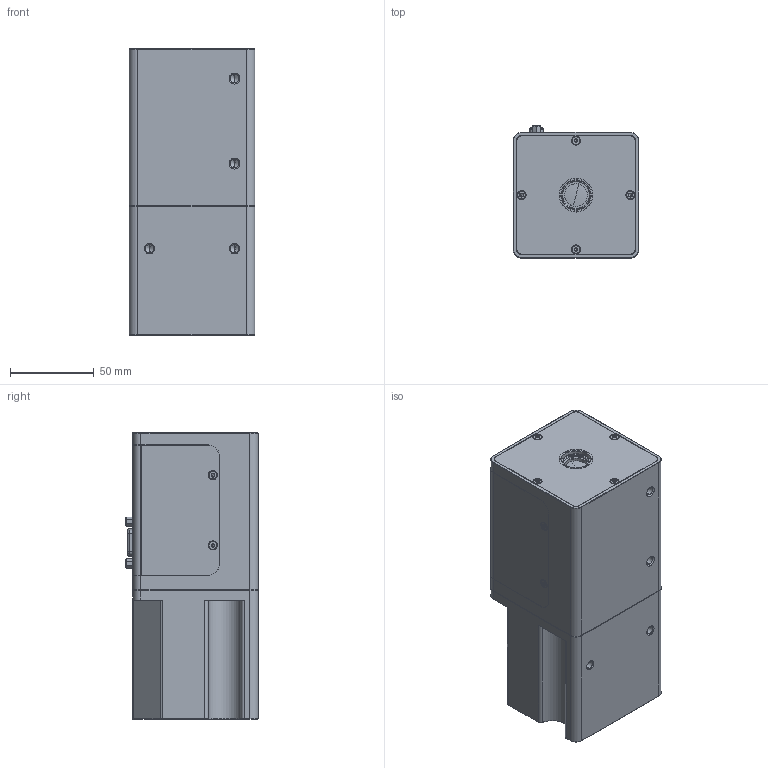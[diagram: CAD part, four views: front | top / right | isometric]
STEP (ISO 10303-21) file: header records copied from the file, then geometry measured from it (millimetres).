
FILE_DESCRIPTION (( 'STEP AP203' ), '1' );
FILE_NAME ('MTX-1x-5.5x-1030-1064-v.3.4.3.STEP', '2020-12-01T10:36:26', ( '' ), ( '' ), 'SwSTEP 2.0', 'SolidWorks 2020', '' );
FILE_SCHEMA (( 'CONFIG_CONTROL_DESIGN' ));
Length unit declared in the file: millimetre
Products named in the file (1): MTX-1x-5.5x-1030-1064-v.3.4.3
Bounding box: 75 x 79 x 171.11 mm (x, y, z)
Volume: 896360.7 mm3; surface area: 70767.6 mm2
Topology: 1 solids, 1 shells, 794 faces, 2009 edges, 1248 vertices
Faces by surface type: cylinder 411, plane 184, cone 167, torus 18, bspline 12, sphere 2
Entity records: 28145 total; most frequent: CARTESIAN_POINT 9398, ORIENTED_EDGE 3930, DIRECTION 3858, EDGE_CURVE 1965, AXIS2_PLACEMENT_3D 1492, VERTEX_POINT 1248, LINE 874, VECTOR 874
